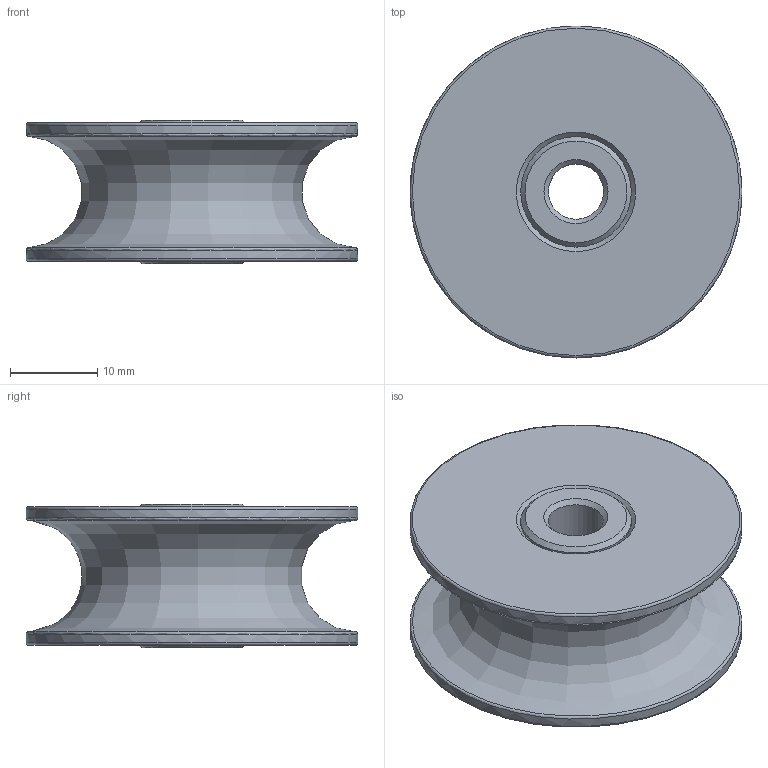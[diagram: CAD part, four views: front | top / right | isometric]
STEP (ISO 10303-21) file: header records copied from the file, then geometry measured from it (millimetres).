
FILE_DESCRIPTION(('FreeCAD Model'),'2;1');
FILE_NAME('Open CASCADE Shape Model','2023-07-31T09:21:17',('Author'),( ''),'Open CASCADE STEP processor 7.5','FreeCAD','Unknown');
FILE_SCHEMA(('AUTOMOTIVE_DESIGN { 1 0 10303 214 1 1 1 1 }'));
Length unit declared in the file: millimetre
Products named in the file (3): LinkGroup; SHEAVE; BUSHING
Assembly tree (2 placements, depth 2):
  LinkGroup
    SHEAVE
    BUSHING
Bounding box: 38.1 x 38.1 x 16.51 mm (x, y, z)
Volume: 10995.5 mm3; surface area: 5988.1 mm2
Topology: 2 solids, 2 shells, 20 faces, 36 edges, 20 vertices
Faces by surface type: cone 6, cylinder 5, plane 4, torus 2, bspline 2, revolution 1
Full cylindrical faces by diameter (mm): 6.35 x1, 12.7 x2, 38.1 x2
Entity records: 1247 total; most frequent: CARTESIAN_POINT 404, DIRECTION 160, ORIENTED_EDGE 72, PCURVE 72, DEFINITIONAL_REPRESENTATION 72, LINE 71, VECTOR 71, AXIS2_PLACEMENT_3D 40
